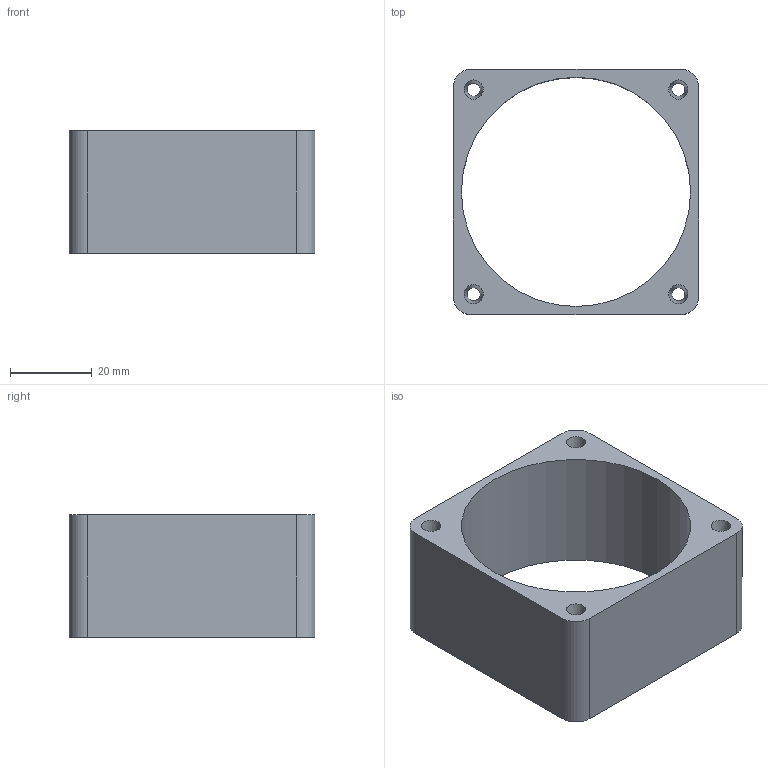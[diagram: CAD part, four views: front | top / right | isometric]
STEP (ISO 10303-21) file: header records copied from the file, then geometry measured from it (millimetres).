
FILE_DESCRIPTION(/* description */ (''),/* implementation_level */ '2;1');
FILE_NAME(/* name */ 'Fan Spacer v4.step',/* time_stamp */ '2022-10-28T17:06:46-07:00',/* author */ (''),/* organization */ (''),/* preprocessor_version */ 'ST-DEVELOPER v19.2',/* originating_system */ 'Autodesk Translation Framework v11.17.0.187',/* authorisation */ '');
FILE_SCHEMA (('AUTOMOTIVE_DESIGN { 1 0 10303 214 3 1 1 }'));
Length unit declared in the file: millimetre
Products named in the file (2): Fan Spacer; Fan Spacer Body
Assembly tree (1 placements, depth 2):
  Fan Spacer
    Fan Spacer Body
Bounding box: 60 x 60 x 30 mm (x, y, z)
Volume: 32424.5 mm3; surface area: 15665.2 mm2
Topology: 1 solids, 1 shells, 23 faces, 59 edges, 38 vertices
Faces by surface type: cylinder 9, cone 8, plane 6
Full cylindrical faces by diameter (mm): 3.2 x4, 56 x1
Entity records: 773 total; most frequent: DIRECTION 141, CARTESIAN_POINT 123, ORIENTED_EDGE 118, EDGE_CURVE 59, AXIS2_PLACEMENT_3D 56, VERTEX_POINT 38, EDGE_LOOP 33, CIRCLE 30
